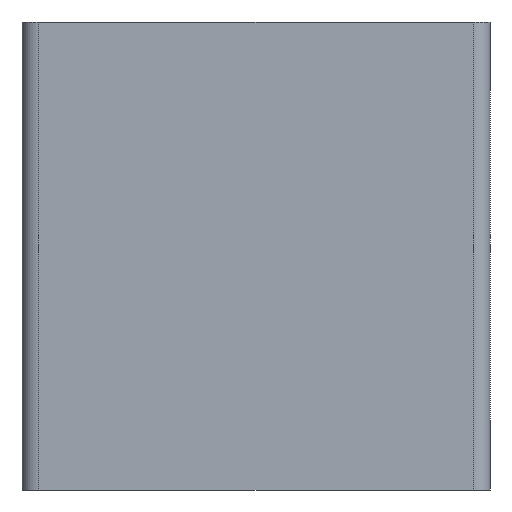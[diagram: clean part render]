
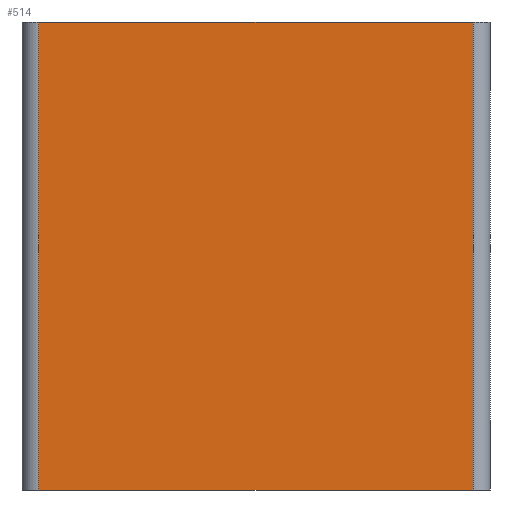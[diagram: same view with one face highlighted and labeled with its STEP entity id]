
A CAD part, front view. The second image highlights one B-rep face of the part: STEP entity #514.
In plain terms, the highlighted planar face has unit normal (0, -1, 0).
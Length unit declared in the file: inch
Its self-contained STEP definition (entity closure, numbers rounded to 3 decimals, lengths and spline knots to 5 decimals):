
#15 = DIRECTION ( 'NONE',  ( -1., 0., 0. ) ) ;
#74 = CARTESIAN_POINT ( 'NONE',  ( -1.114, 0., 1.2 ) ) ;
#137 = CARTESIAN_POINT ( 'NONE',  ( -1.2, 0., -1.2 ) ) ;
#139 = EDGE_CURVE ( 'NONE', #199, #826, #426, .T. ) ;
#156 = DIRECTION ( 'NONE',  ( 0., 0., 1. ) ) ;
#199 = VERTEX_POINT ( 'NONE', #288 ) ;
#204 = ORIENTED_EDGE ( 'NONE', *, *, #422, .T. ) ;
#208 = VECTOR ( 'NONE', #15, 39.37008 ) ;
#214 = LINE ( 'NONE', #413, #208 ) ;
#267 = ORIENTED_EDGE ( 'NONE', *, *, #411, .T. ) ;
#288 = CARTESIAN_POINT ( 'NONE',  ( 1.114, 0., -1.2 ) ) ;
#300 = CARTESIAN_POINT ( 'NONE',  ( 1.114, 0., -1.2 ) ) ;
#344 = CARTESIAN_POINT ( 'NONE',  ( -1.114, 0., -1.2 ) ) ;
#365 = ORIENTED_EDGE ( 'NONE', *, *, #448, .T. ) ;
#399 = VERTEX_POINT ( 'NONE', #74 ) ;
#408 = ORIENTED_EDGE ( 'NONE', *, *, #139, .T. ) ;
#409 = LINE ( 'NONE', #669, #583 ) ;
#411 = EDGE_CURVE ( 'NONE', #461, #199, #409, .T. ) ;
#413 = CARTESIAN_POINT ( 'NONE',  ( -1.2, 0., 1.2 ) ) ;
#415 = AXIS2_PLACEMENT_3D ( 'NONE', #137, #537, #473 ) ;
#422 = EDGE_CURVE ( 'NONE', #399, #461, #615, .T. ) ;
#426 = LINE ( 'NONE', #300, #758 ) ;
#448 = EDGE_CURVE ( 'NONE', #826, #399, #214, .T. ) ;
#461 = VERTEX_POINT ( 'NONE', #549 ) ;
#467 = FACE_OUTER_BOUND ( 'NONE', #560, .T. ) ;
#473 = DIRECTION ( 'NONE',  ( 0., 0., -1. ) ) ;
#514 = ADVANCED_FACE ( 'NONE', ( #467 ), #611, .T. ) ;
#537 = DIRECTION ( 'NONE',  ( 0., -1., 0. ) ) ;
#549 = CARTESIAN_POINT ( 'NONE',  ( -1.114, 0., -1.2 ) ) ;
#560 = EDGE_LOOP ( 'NONE', ( #267, #408, #365, #204 ) ) ;
#583 = VECTOR ( 'NONE', #744, 39.37008 ) ;
#605 = CARTESIAN_POINT ( 'NONE',  ( 1.114, 0., 1.2 ) ) ;
#611 = PLANE ( 'NONE',  #415 ) ;
#615 = LINE ( 'NONE', #344, #622 ) ;
#622 = VECTOR ( 'NONE', #730, 39.37008 ) ;
#669 = CARTESIAN_POINT ( 'NONE',  ( -1.2, 0., -1.2 ) ) ;
#730 = DIRECTION ( 'NONE',  ( 0., 0., -1. ) ) ;
#744 = DIRECTION ( 'NONE',  ( 1., 0., 0. ) ) ;
#758 = VECTOR ( 'NONE', #156, 39.37008 ) ;
#826 = VERTEX_POINT ( 'NONE', #605 ) ;
